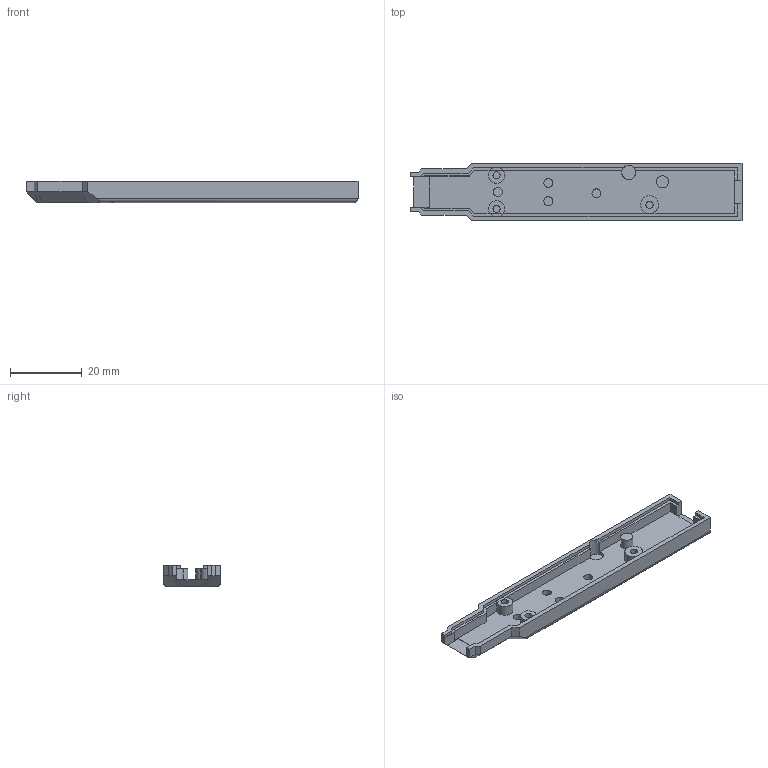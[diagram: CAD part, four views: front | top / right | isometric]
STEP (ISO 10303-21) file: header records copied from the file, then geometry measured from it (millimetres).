
FILE_DESCRIPTION(('FreeCAD Model'),'2;1');
FILE_NAME('Open CASCADE Shape Model','2025-08-29T08:23:33',(''),(''), 'Open CASCADE STEP processor 7.8','FreeCAD','Unknown');
FILE_SCHEMA(('AUTOMOTIVE_DESIGN { 1 0 10303 214 1 1 1 1 }'));
Length unit declared in the file: millimetre
Products named in the file (7): ProbeLid; Body; PlusMinus; CM ADJ; Compensation; OFFSET; 10X
Assembly tree (6 placements, depth 2):
  ProbeLid
    Body
    PlusMinus
    CM ADJ
    Compensation
    OFFSET
    10X
Bounding box: 92.8 x 16 x 5.9 mm (x, y, z)
Volume: 4015.7 mm3; surface area: 4942.1 mm2
Topology: 1 solids, 21 shells, 126 faces, 616 edges, 522 vertices
Faces by surface type: plane 106, cylinder 20
Full cylindrical faces by diameter (mm): 2 x3, 2.5 x4, 3.421 x1, 4 x1
Entity records: 12470 total; most frequent: CARTESIAN_POINT 3161, DIRECTION 1364, LINE 941, VECTOR 941, ORIENTED_EDGE 872, PCURVE 872, DEFINITIONAL_REPRESENTATION 872, EDGE_CURVE 616
